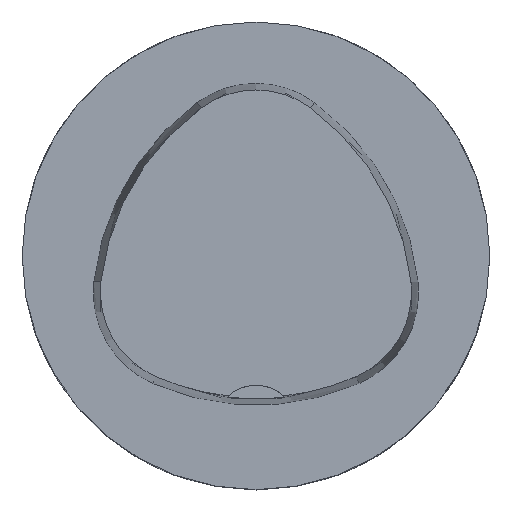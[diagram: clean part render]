
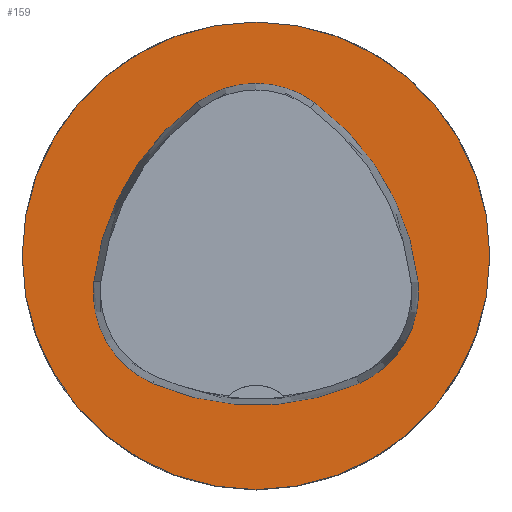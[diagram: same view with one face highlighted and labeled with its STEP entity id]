
A CAD part, top view. The second image highlights one B-rep face of the part: STEP entity #159.
In plain terms, the highlighted planar face has unit normal (0, 0, 1).
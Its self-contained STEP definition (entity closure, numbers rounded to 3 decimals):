
#129=PLANE('',#675);
#159=ADVANCED_FACE('',(#210,#211),#129,.T.);
#210=FACE_BOUND('',#262,.T.);
#211=FACE_BOUND('',#263,.T.);
#262=EDGE_LOOP('',(#369,#370,#371,#372,#373,#374));
#263=EDGE_LOOP('',(#375));
#369=ORIENTED_EDGE('',*,*,#541,.T.);
#370=ORIENTED_EDGE('',*,*,#521,.T.);
#371=ORIENTED_EDGE('',*,*,#525,.T.);
#372=ORIENTED_EDGE('',*,*,#528,.T.);
#373=ORIENTED_EDGE('',*,*,#531,.T.);
#374=ORIENTED_EDGE('',*,*,#539,.T.);
#375=ORIENTED_EDGE('',*,*,#512,.F.);
#459=VERTEX_POINT('',#962);
#468=VERTEX_POINT('',#981);
#469=VERTEX_POINT('',#982);
#472=VERTEX_POINT('',#990);
#474=VERTEX_POINT('',#996);
#476=VERTEX_POINT('',#1002);
#483=VERTEX_POINT('',#1023);
#512=EDGE_CURVE('',#459,#459,#572,.T.);
#521=EDGE_CURVE('',#468,#469,#573,.T.);
#525=EDGE_CURVE('',#469,#472,#575,.T.);
#528=EDGE_CURVE('',#472,#474,#577,.T.);
#531=EDGE_CURVE('',#474,#476,#579,.T.);
#539=EDGE_CURVE('',#476,#483,#583,.T.);
#541=EDGE_CURVE('',#483,#468,#585,.T.);
#572=CIRCLE('',#647,40.);
#573=CIRCLE('',#653,44.);
#575=CIRCLE('',#656,17.);
#577=CIRCLE('',#659,44.);
#579=CIRCLE('',#662,17.);
#583=CIRCLE('',#667,44.);
#585=CIRCLE('',#670,17.);
#647=AXIS2_PLACEMENT_3D('',#961,#756,#757);
#653=AXIS2_PLACEMENT_3D('',#980,#772,#773);
#656=AXIS2_PLACEMENT_3D('',#989,#780,#781);
#659=AXIS2_PLACEMENT_3D('',#995,#787,#788);
#662=AXIS2_PLACEMENT_3D('',#1001,#794,#795);
#667=AXIS2_PLACEMENT_3D('',#1024,#806,#807);
#670=AXIS2_PLACEMENT_3D('',#1027,#812,#813);
#675=AXIS2_PLACEMENT_3D('',#1032,#822,#823);
#756=DIRECTION('',(0.,0.,-1.));
#757=DIRECTION('',(-1.,0.,0.));
#772=DIRECTION('',(0.,0.,-1.));
#773=DIRECTION('',(-1.,0.,0.));
#780=DIRECTION('',(0.,0.,-1.));
#781=DIRECTION('',(-1.,0.,0.));
#787=DIRECTION('',(0.,0.,-1.));
#788=DIRECTION('',(-1.,0.,0.));
#794=DIRECTION('',(0.,0.,-1.));
#795=DIRECTION('',(-1.,0.,0.));
#806=DIRECTION('',(0.,0.,-1.));
#807=DIRECTION('',(-1.,0.,0.));
#812=DIRECTION('',(0.,0.,-1.));
#813=DIRECTION('',(-1.,0.,0.));
#822=DIRECTION('',(0.,0.,1.));
#823=DIRECTION('',(1.,0.,0.));
#961=CARTESIAN_POINT('',(0.,0.,0.));
#962=CARTESIAN_POINT('',(-40.,0.,0.));
#980=CARTESIAN_POINT('',(16.01,-9.224,0.));
#981=CARTESIAN_POINT('',(-27.722,-4.378,0.));
#982=CARTESIAN_POINT('',(-10.119,26.178,0.));
#989=CARTESIAN_POINT('',(-0.023,12.5,0.));
#990=CARTESIAN_POINT('',(10.049,26.194,0.));
#995=CARTESIAN_POINT('',(-16.021,-9.25,0.));
#996=CARTESIAN_POINT('',(27.71,-4.394,0.));
#1001=CARTESIAN_POINT('',(10.814,-6.27,0.));
#1002=CARTESIAN_POINT('',(17.611,-21.852,0.));
#1023=CARTESIAN_POINT('',(-17.652,-21.819,0.));
#1024=CARTESIAN_POINT('',(0.017,18.477,0.));
#1027=CARTESIAN_POINT('',(-10.825,-6.25,0.));
#1032=CARTESIAN_POINT('',(0.,0.,0.));
